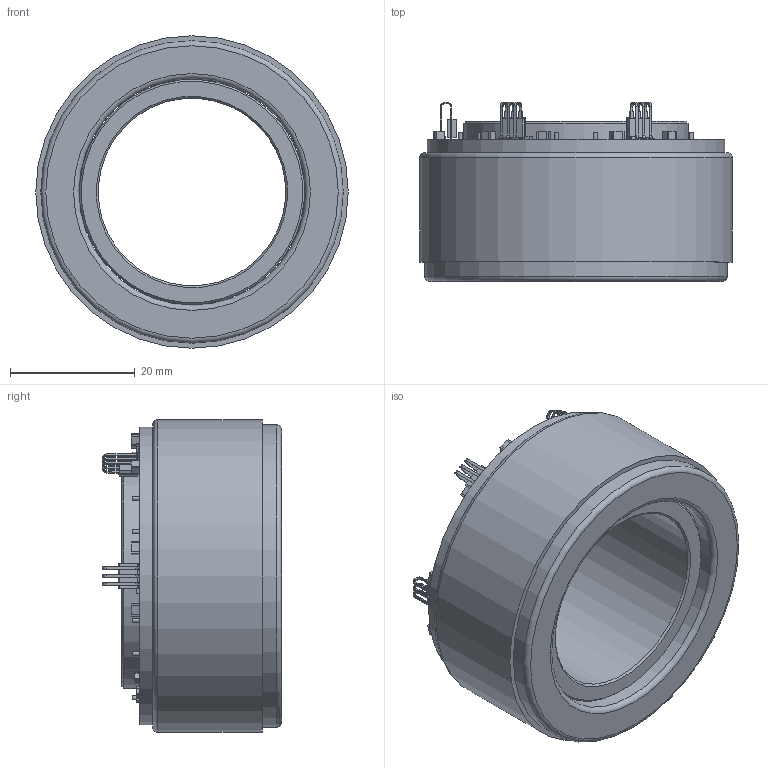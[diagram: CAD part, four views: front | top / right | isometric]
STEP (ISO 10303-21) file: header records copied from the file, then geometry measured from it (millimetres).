
FILE_DESCRIPTION(/* description */ (''),/* implementation_level */ '2;1');
FILE_NAME(/* name */ 'ATD50x14_CAD.stp',/* time_stamp */ '2019-08-01T18:14:44+05:00',/* author */ ('KuvshinovDA'),/* organization */ (''),/* preprocessor_version */ 'ST-DEVELOPER v17',/* originating_system */ 'Autodesk Inventor 2019',/* authorisation */ '');
FILE_SCHEMA (('AUTOMOTIVE_DESIGN { 1 0 10303 214 3 1 1 }'));
Length unit declared in the file: millimetre
Products named in the file (24): ATD50x14_CAD; Статор ATD 50x14; Ротор ATD 50x14_упр; ATD50-XX.SS.H.TS_3D; Board; C5; C1; C2; C3; C4; C6; C0805; C7; C0603; R1; R3; R4; DD1; WSON-6; R5; R2; R0603; DA2; PG-SSO-3-2-small
Assembly tree (34 placements, depth 4):
  ATD50x14_CAD
    Статор ATD 50x14
    Ротор ATD 50x14_упр
    ATD50-XX.SS.H.TS_3D
      Board
      C5
        C0805
      C1
        C0805
      C2
        C0805
      C3
        C0805
      C4
        C0805
      C6
        C0805
      C7
        C0603
      R1
        R0603
      R3
        R0603
      R4
        R0603
      DD1
        WSON-6
      R5
        R0603
      R2
        R0603
      DA2  x3
        PG-SSO-3-2-small
Bounding box: 50 x 28.65 x 50 mm (x, y, z)
Volume: 27376.7 mm3; surface area: 15494.9 mm2
Topology: 29 solids, 29 shells, 1297 faces, 3605 edges, 2438 vertices
Faces by surface type: plane 985, cylinder 304, torus 4, cone 4
Full cylindrical faces by diameter (mm): 0.5 x49, 0.67 x12, 1.3 x1, 3 x12, 30 x1, 36.05 x1, 36.3 x1, 36.6 x1, 47.6 x1, 48.4 x1, 50 x1
Entity records: 20907 total; most frequent: CARTESIAN_POINT 3687, DIRECTION 3413, ORIENTED_EDGE 3304, EDGE_CURVE 1652, LINE 1161, VECTOR 1161, VERTEX_POINT 1136, AXIS2_PLACEMENT_3D 1126
